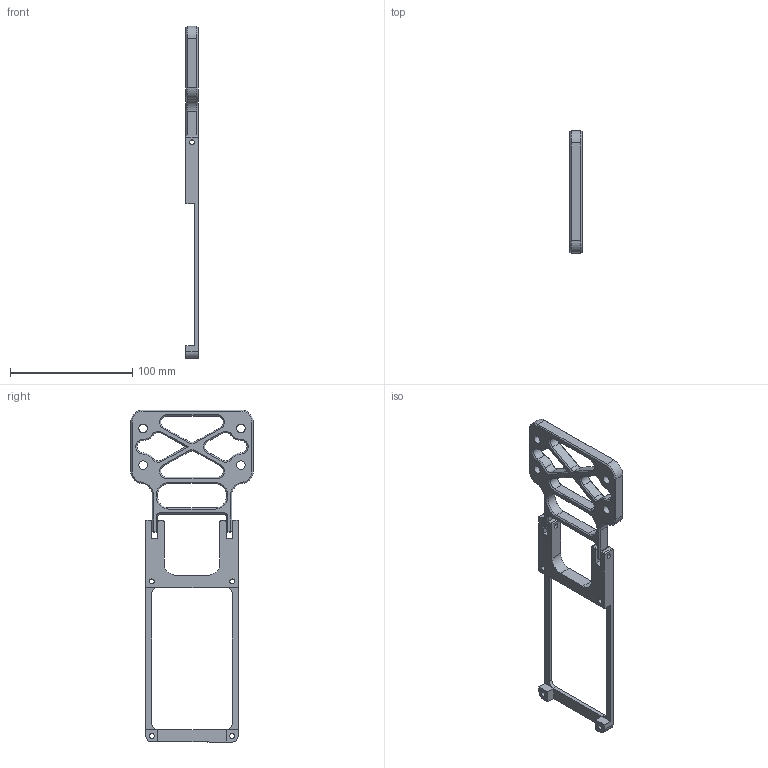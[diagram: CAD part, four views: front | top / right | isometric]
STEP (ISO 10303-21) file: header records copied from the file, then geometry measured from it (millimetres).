
FILE_DESCRIPTION(/* description */ (''),/* implementation_level */ '2;1');
FILE_NAME(/* name */ 'RPi Mount.step',/* time_stamp */ '2021-06-22T11:11:33+02:00',/* author */ (''),/* organization */ (''),/* preprocessor_version */ 'ST-DEVELOPER v18.1',/* originating_system */ 'Autodesk Translation Framework v10.9.0.1377',/* authorisation */ '');
FILE_SCHEMA (('AUTOMOTIVE_DESIGN { 1 0 10303 214 3 1 1 }'));
Length unit declared in the file: millimetre
Products named in the file (3): Holder; ProfileMount; Component1
Assembly tree (2 placements, depth 2):
  Holder
    ProfileMount
    Component1
Bounding box: 10 x 100 x 271.27 mm (x, y, z)
Volume: 65065.8 mm3; surface area: 32116.2 mm2
Topology: 2 solids, 2 shells, 222 faces, 545 edges, 318 vertices
Faces by surface type: plane 99, cone 62, cylinder 61
Full cylindrical faces by diameter (mm): 4 x10, 7 x4
Entity records: 6522 total; most frequent: DIRECTION 1167, CARTESIAN_POINT 1082, ORIENTED_EDGE 1074, EDGE_CURVE 537, AXIS2_PLACEMENT_3D 403, LINE 361, VECTOR 361, VERTEX_POINT 318
